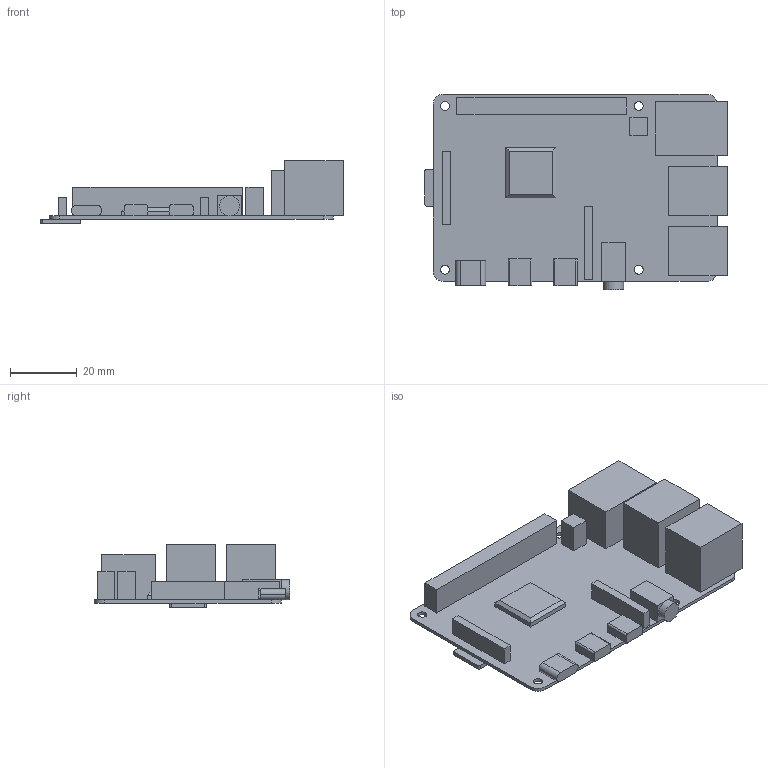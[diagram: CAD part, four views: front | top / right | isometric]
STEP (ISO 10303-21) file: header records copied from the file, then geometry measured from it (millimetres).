
FILE_DESCRIPTION(/* description */ (''),/* implementation_level */ '2;1');
FILE_NAME(/* name */ 'RPi_4_dummy v2.step',/* time_stamp */ '2022-01-19T17:48:50+01:00',/* author */ (''),/* organization */ (''),/* preprocessor_version */ 'ST-DEVELOPER v18.1',/* originating_system */ 'Autodesk Translation Framework v10.10.0.1391',/* authorisation */ '');
FILE_SCHEMA (('AUTOMOTIVE_DESIGN { 1 0 10303 214 3 1 1 }'));
Length unit declared in the file: millimetre
Products named in the file (14): RPi_4_dummy; Baseplate; Power USB C; Micro HDMI 2; 3.5 mm Audio; Micro HDMI 1; USB 2.0; Display; Processor; Ethernet ; Kamera; GPIO 40; USB 3.0; PoE
Assembly tree (13 placements, depth 2):
  RPi_4_dummy
    Baseplate
    Power USB C
    Micro HDMI 2
    3.5 mm Audio
    Micro HDMI 1
    USB 2.0
    Display
    Processor
    Ethernet 
    Kamera
    GPIO 40
    USB 3.0
    PoE
Bounding box: 90.5 x 58.5 x 18.7 mm (x, y, z)
Volume: 22652.6 mm3; surface area: 19005.5 mm2
Topology: 14 solids, 14 shells, 113 faces, 249 edges, 164 vertices
Faces by surface type: plane 90, cylinder 23
Full cylindrical faces by diameter (mm): 2.7 x4, 6 x1
Entity records: 3563 total; most frequent: DIRECTION 577, CARTESIAN_POINT 553, ORIENTED_EDGE 498, EDGE_CURVE 249, LINE 201, VECTOR 201, AXIS2_PLACEMENT_3D 188, VERTEX_POINT 164
